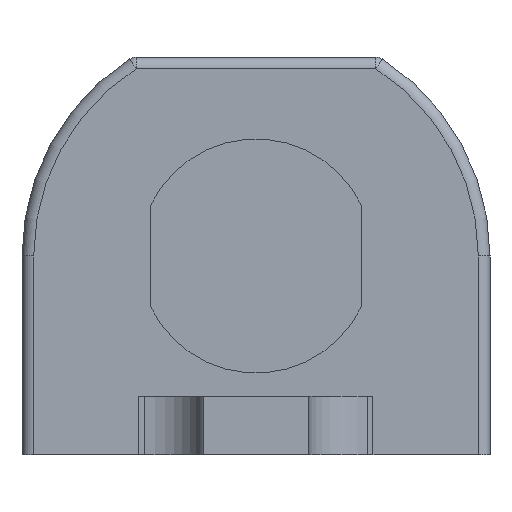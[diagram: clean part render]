
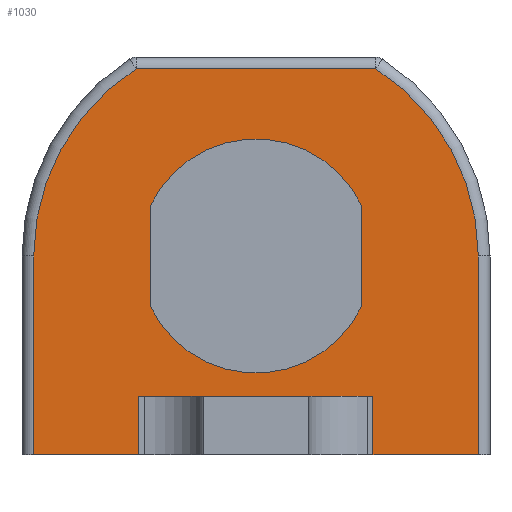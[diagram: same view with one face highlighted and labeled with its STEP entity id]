
A CAD part, front view. The second image highlights one B-rep face of the part: STEP entity #1030.
In plain terms, the highlighted planar face has unit normal (0, -1, 0).
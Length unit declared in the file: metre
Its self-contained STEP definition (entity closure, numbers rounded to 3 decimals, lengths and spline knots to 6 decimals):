
#69=CIRCLE('',#1387,0.001);
#70=CIRCLE('',#1388,0.001);
#71=CIRCLE('',#1389,0.0019);
#72=CIRCLE('',#1390,0.0019);
#146=ORIENTED_EDGE('',*,*,#428,.F.);
#147=ORIENTED_EDGE('',*,*,#429,.F.);
#148=ORIENTED_EDGE('',*,*,#430,.T.);
#149=ORIENTED_EDGE('',*,*,#431,.F.);
#150=ORIENTED_EDGE('',*,*,#432,.T.);
#151=ORIENTED_EDGE('',*,*,#433,.T.);
#152=ORIENTED_EDGE('',*,*,#413,.F.);
#153=ORIENTED_EDGE('',*,*,#434,.F.);
#154=ORIENTED_EDGE('',*,*,#435,.F.);
#155=ORIENTED_EDGE('',*,*,#436,.T.);
#156=ORIENTED_EDGE('',*,*,#437,.F.);
#157=ORIENTED_EDGE('',*,*,#438,.T.);
#158=ORIENTED_EDGE('',*,*,#439,.T.);
#159=ORIENTED_EDGE('',*,*,#440,.T.);
#413=EDGE_CURVE('',#555,#556,#646,.T.);
#428=EDGE_CURVE('',#568,#569,#656,.T.);
#429=EDGE_CURVE('',#570,#568,#69,.T.);
#430=EDGE_CURVE('',#570,#571,#657,.T.);
#431=EDGE_CURVE('',#569,#571,#70,.T.);
#432=EDGE_CURVE('',#572,#573,#71,.T.);
#433=EDGE_CURVE('',#573,#556,#658,.T.);
#434=EDGE_CURVE('',#574,#555,#659,.T.);
#435=EDGE_CURVE('',#575,#574,#660,.T.);
#436=EDGE_CURVE('',#575,#576,#661,.T.);
#437=EDGE_CURVE('',#577,#576,#662,.T.);
#438=EDGE_CURVE('',#577,#578,#663,.F.);
#439=EDGE_CURVE('',#578,#579,#72,.T.);
#440=EDGE_CURVE('',#579,#572,#664,.T.);
#555=VERTEX_POINT('',#1848);
#556=VERTEX_POINT('',#1849);
#568=VERTEX_POINT('',#1878);
#569=VERTEX_POINT('',#1879);
#570=VERTEX_POINT('',#1881);
#571=VERTEX_POINT('',#1883);
#572=VERTEX_POINT('',#1886);
#573=VERTEX_POINT('',#1887);
#574=VERTEX_POINT('',#1890);
#575=VERTEX_POINT('',#1892);
#576=VERTEX_POINT('',#1894);
#577=VERTEX_POINT('',#1896);
#578=VERTEX_POINT('',#1898);
#579=VERTEX_POINT('',#1900);
#646=LINE('',#1847,#725);
#656=LINE('',#1877,#735);
#657=LINE('',#1882,#736);
#658=LINE('',#1888,#737);
#659=LINE('',#1889,#738);
#660=LINE('',#1891,#739);
#661=LINE('',#1893,#740);
#662=LINE('',#1895,#741);
#663=LINE('',#1897,#742);
#664=LINE('',#1901,#743);
#725=VECTOR('',#1515,1.);
#735=VECTOR('',#1539,1.);
#736=VECTOR('',#1542,1.);
#737=VECTOR('',#1547,1.);
#738=VECTOR('',#1548,1.);
#739=VECTOR('',#1549,1.);
#740=VECTOR('',#1550,1.);
#741=VECTOR('',#1551,1.);
#742=VECTOR('',#1552,1.);
#743=VECTOR('',#1555,1.);
#799=EDGE_LOOP('',(#146,#147,#148,#149));
#800=EDGE_LOOP('',(#150,#151,#152,#153,#154,#155,#156,#157,#158,#159));
#878=FACE_BOUND('',#799,.T.);
#879=FACE_BOUND('',#800,.T.);
#957=PLANE('',#1386);
#1030=ADVANCED_FACE('',(#878,#879),#957,.T.);
#1386=AXIS2_PLACEMENT_3D('',#1876,#1537,#1538);
#1387=AXIS2_PLACEMENT_3D('',#1880,#1540,#1541);
#1388=AXIS2_PLACEMENT_3D('',#1884,#1543,#1544);
#1389=AXIS2_PLACEMENT_3D('',#1885,#1545,#1546);
#1390=AXIS2_PLACEMENT_3D('',#1899,#1553,#1554);
#1515=DIRECTION('',(-1.,0.,0.));
#1537=DIRECTION('',(0.,-1.,0.));
#1538=DIRECTION('',(1.,0.,0.));
#1539=DIRECTION('',(0.,0.,-1.));
#1540=DIRECTION('',(0.,-1.,0.));
#1541=DIRECTION('',(0.,0.,-1.));
#1542=DIRECTION('',(0.,0.,-1.));
#1543=DIRECTION('',(0.,-1.,0.));
#1544=DIRECTION('',(0.,0.,-1.));
#1545=DIRECTION('',(0.,-1.,0.));
#1546=DIRECTION('',(0.,0.,-1.));
#1547=DIRECTION('',(0.,0.,-1.));
#1548=DIRECTION('',(0.,0.,-1.));
#1549=DIRECTION('',(-1.,0.,0.));
#1550=DIRECTION('',(0.,0.,-1.));
#1551=DIRECTION('',(-1.,0.,0.));
#1552=DIRECTION('',(0.,0.,-1.));
#1553=DIRECTION('',(0.,-1.,0.));
#1554=DIRECTION('',(0.,0.,-1.));
#1555=DIRECTION('',(-1.,0.,0.));
#1847=CARTESIAN_POINT('',(0.,0.,-0.0017));
#1848=CARTESIAN_POINT('',(-0.001,0.,-0.0017));
#1849=CARTESIAN_POINT('',(-0.0019,0.,-0.0017));
#1876=CARTESIAN_POINT('',(0.,0.,0.));
#1877=CARTESIAN_POINT('',(-0.000905,0.,0.));
#1878=CARTESIAN_POINT('',(-0.000905,0.,0.000425));
#1879=CARTESIAN_POINT('',(-0.000905,0.,-0.000425));
#1880=CARTESIAN_POINT('',(0.,0.,0.));
#1881=CARTESIAN_POINT('',(0.000905,0.,0.000425));
#1882=CARTESIAN_POINT('',(0.000905,0.,0.));
#1883=CARTESIAN_POINT('',(0.000905,0.,-0.000425));
#1884=CARTESIAN_POINT('',(0.,0.,0.));
#1885=CARTESIAN_POINT('',(0.,0.,0.));
#1886=CARTESIAN_POINT('',(-0.001025,0.,0.0016));
#1887=CARTESIAN_POINT('',(-0.0019,0.,0.));
#1888=CARTESIAN_POINT('',(-0.0019,0.,0.));
#1889=CARTESIAN_POINT('',(-0.001,0.,-0.0012));
#1890=CARTESIAN_POINT('',(-0.001,0.,-0.0012));
#1891=CARTESIAN_POINT('',(0.,0.,-0.0012));
#1892=CARTESIAN_POINT('',(0.001,0.,-0.0012));
#1893=CARTESIAN_POINT('',(0.001,0.,-0.0012));
#1894=CARTESIAN_POINT('',(0.001,0.,-0.0017));
#1895=CARTESIAN_POINT('',(0.,0.,-0.0017));
#1896=CARTESIAN_POINT('',(0.0019,0.,-0.0017));
#1897=CARTESIAN_POINT('',(0.0019,0.,0.));
#1898=CARTESIAN_POINT('',(0.0019,0.,0.));
#1899=CARTESIAN_POINT('',(0.,0.,0.));
#1900=CARTESIAN_POINT('',(0.001025,0.,0.0016));
#1901=CARTESIAN_POINT('',(0.,0.,0.0016));
